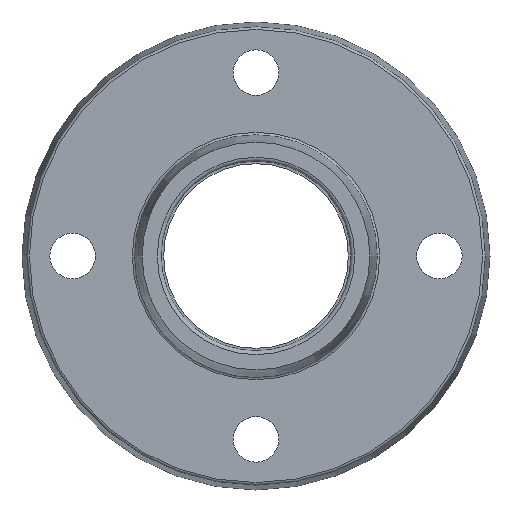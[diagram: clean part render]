
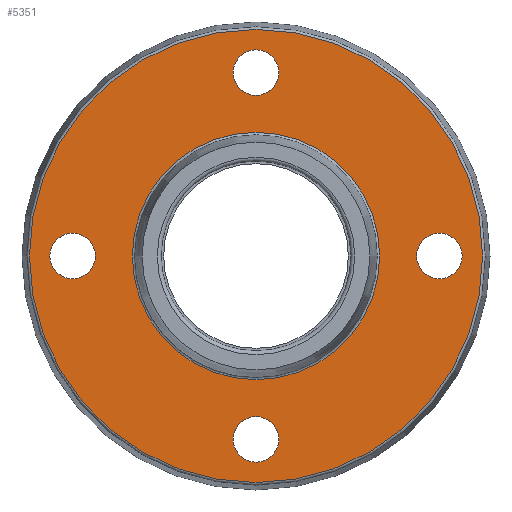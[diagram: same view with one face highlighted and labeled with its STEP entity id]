
A CAD part, left-side view. The second image highlights one B-rep face of the part: STEP entity #5351.
In plain terms, the highlighted planar face has unit normal (-1, 0, 0).
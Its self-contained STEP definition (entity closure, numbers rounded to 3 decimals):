
#47=FACE_BOUND('',#1436,.T.);
#48=FACE_BOUND('',#1437,.T.);
#49=FACE_BOUND('',#1438,.T.);
#50=FACE_BOUND('',#1439,.T.);
#51=FACE_BOUND('',#1440,.T.);
#107=PLANE('',#6282);
#1020=FACE_OUTER_BOUND('',#1435,.T.);
#1435=EDGE_LOOP('',(#4788));
#1436=EDGE_LOOP('',(#4789));
#1437=EDGE_LOOP('',(#4790));
#1438=EDGE_LOOP('',(#4791));
#1439=EDGE_LOOP('',(#4792));
#1440=EDGE_LOOP('',(#4793));
#2052=CIRCLE('',#6266,9.);
#2054=CIRCLE('',#6270,9.);
#2056=CIRCLE('',#6274,9.);
#2058=CIRCLE('',#6278,9.);
#2059=CIRCLE('',#6280,48.899);
#2061=CIRCLE('',#6283,89.566);
#2489=VERTEX_POINT('',#10326);
#2491=VERTEX_POINT('',#10332);
#2493=VERTEX_POINT('',#10338);
#2495=VERTEX_POINT('',#10344);
#2496=VERTEX_POINT('',#10347);
#2498=VERTEX_POINT('',#10352);
#3262=EDGE_CURVE('',#2489,#2489,#2052,.T.);
#3264=EDGE_CURVE('',#2491,#2491,#2054,.T.);
#3266=EDGE_CURVE('',#2493,#2493,#2056,.T.);
#3268=EDGE_CURVE('',#2495,#2495,#2058,.T.);
#3269=EDGE_CURVE('',#2496,#2496,#2059,.T.);
#3271=EDGE_CURVE('',#2498,#2498,#2061,.T.);
#4788=ORIENTED_EDGE('',*,*,#3271,.F.);
#4789=ORIENTED_EDGE('',*,*,#3264,.T.);
#4790=ORIENTED_EDGE('',*,*,#3266,.T.);
#4791=ORIENTED_EDGE('',*,*,#3268,.T.);
#4792=ORIENTED_EDGE('',*,*,#3262,.T.);
#4793=ORIENTED_EDGE('',*,*,#3269,.F.);
#5351=ADVANCED_FACE('',(#1020,#47,#48,#49,#50,#51),#107,.T.);
#6266=AXIS2_PLACEMENT_3D('',#10327,#8284,#8285);
#6270=AXIS2_PLACEMENT_3D('',#10333,#8292,#8293);
#6274=AXIS2_PLACEMENT_3D('',#10339,#8300,#8301);
#6278=AXIS2_PLACEMENT_3D('',#10345,#8308,#8309);
#6280=AXIS2_PLACEMENT_3D('',#10348,#8312,#8313);
#6282=AXIS2_PLACEMENT_3D('',#10351,#8316,#8317);
#6283=AXIS2_PLACEMENT_3D('',#10353,#8318,#8319);
#8284=DIRECTION('center_axis',(1.,0.,0.));
#8285=DIRECTION('ref_axis',(0.,0.,1.));
#8292=DIRECTION('center_axis',(1.,0.,0.));
#8293=DIRECTION('ref_axis',(0.,1.,0.));
#8300=DIRECTION('center_axis',(1.,0.,0.));
#8301=DIRECTION('ref_axis',(0.,0.,-1.));
#8308=DIRECTION('center_axis',(1.,0.,0.));
#8309=DIRECTION('ref_axis',(0.,-1.,0.));
#8312=DIRECTION('center_axis',(-1.,0.,0.));
#8313=DIRECTION('ref_axis',(0.,1.,0.));
#8316=DIRECTION('center_axis',(-1.,0.,0.));
#8317=DIRECTION('ref_axis',(0.,0.,1.));
#8318=DIRECTION('center_axis',(1.,0.,0.));
#8319=DIRECTION('ref_axis',(0.,1.,0.));
#10326=CARTESIAN_POINT('',(28.,72.5,9.));
#10327=CARTESIAN_POINT('Origin',(28.,72.5,0.));
#10332=CARTESIAN_POINT('',(28.,9.,-72.5));
#10333=CARTESIAN_POINT('Origin',(28.,0.,-72.5));
#10338=CARTESIAN_POINT('',(28.,-72.5,-9.));
#10339=CARTESIAN_POINT('Origin',(28.,-72.5,0.));
#10344=CARTESIAN_POINT('',(28.,-9.,72.5));
#10345=CARTESIAN_POINT('Origin',(28.,0.,72.5));
#10347=CARTESIAN_POINT('',(28.,-48.899,0.));
#10348=CARTESIAN_POINT('Origin',(28.,0.,0.));
#10351=CARTESIAN_POINT('Origin',(28.,-48.,0.));
#10352=CARTESIAN_POINT('',(28.,-89.566,0.));
#10353=CARTESIAN_POINT('Origin',(28.,0.,0.));
